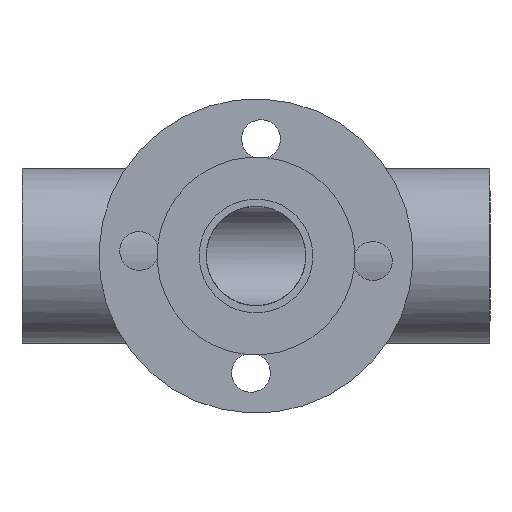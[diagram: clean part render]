
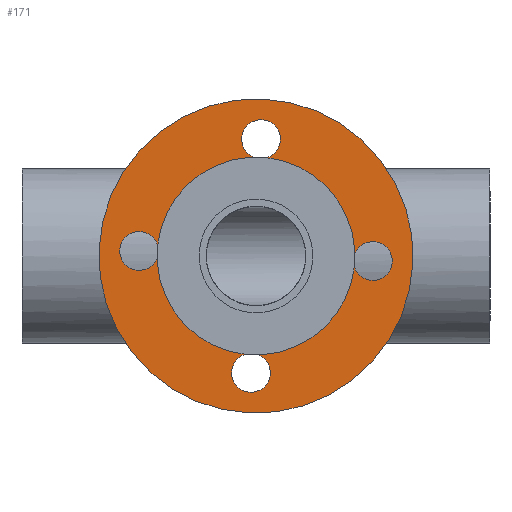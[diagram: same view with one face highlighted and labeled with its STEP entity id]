
A CAD part, front view. The second image highlights one B-rep face of the part: STEP entity #171.
In plain terms, the highlighted planar face has unit normal (0, -1, 0).
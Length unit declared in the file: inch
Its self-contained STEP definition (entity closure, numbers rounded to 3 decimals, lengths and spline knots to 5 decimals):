
#1 = CIRCLE ( 'NONE', #3172, 1.53543 ) ;
#46 = DIRECTION ( 'NONE',  ( 0., 1., 0. ) ) ;
#165 = VERTEX_POINT ( 'NONE', #945 ) ;
#171 = ADVANCED_FACE ( 'NONE', ( #463, #715, #3312, #456, #662, #450 ), #869, .T. ) ;
#198 = VERTEX_POINT ( 'NONE', #473 ) ;
#237 = AXIS2_PLACEMENT_3D ( 'NONE', #964, #959, #930 ) ;
#246 = EDGE_CURVE ( 'NONE', #165, #3370, #3794, .T. ) ;
#264 = CARTESIAN_POINT ( 'NONE',  ( 4.75, 1.25013, 0. ) ) ;
#294 = CIRCLE ( 'NONE', #2570, 0.3937 ) ;
#324 = CIRCLE ( 'NONE', #3864, 0.3937 ) ;
#325 = VERTEX_POINT ( 'NONE', #3045 ) ;
#349 = CARTESIAN_POINT ( 'NONE',  ( 4.45926, 1.25013, 2.38979 ) ) ;
#375 = VERTEX_POINT ( 'NONE', #2713 ) ;
#393 = DIRECTION ( 'NONE',  ( -0.999, 0., 0.043 ) ) ;
#414 = EDGE_CURVE ( 'NONE', #2173, #421, #1, .T. ) ;
#421 = VERTEX_POINT ( 'NONE', #2317 ) ;
#433 = CARTESIAN_POINT ( 'NONE',  ( 4.75, 1.25013, 0. ) ) ;
#450 = FACE_BOUND ( 'NONE', #2369, .T. ) ;
#456 = FACE_BOUND ( 'NONE', #471, .T. ) ;
#463 = FACE_BOUND ( 'NONE', #1366, .T. ) ;
#471 = EDGE_LOOP ( 'NONE', ( #1317, #1426 ) ) ;
#473 = CARTESIAN_POINT ( 'NONE',  ( 5.04074, 1.25013, -2.38979 ) ) ;
#582 = CARTESIAN_POINT ( 'NONE',  ( 6.72945, 1.25013, -0.08559 ) ) ;
#585 = DIRECTION ( 'NONE',  ( 0.999, 0., -0.043 ) ) ;
#592 = EDGE_CURVE ( 'NONE', #2313, #1442, #3682, .T. ) ;
#595 = DIRECTION ( 'NONE',  ( 0., 1., 0. ) ) ;
#599 = CARTESIAN_POINT ( 'NONE',  ( 4.8526, 1.25013, 2.37278 ) ) ;
#662 = FACE_BOUND ( 'NONE', #1432, .T. ) ;
#677 = DIRECTION ( 'NONE',  ( 0., -1., 0. ) ) ;
#715 = FACE_OUTER_BOUND ( 'NONE', #1305, .T. ) ;
#734 = DIRECTION ( 'NONE',  ( 0.999, 0., -0.043 ) ) ;
#831 = EDGE_CURVE ( 'NONE', #375, #325, #3174, .T. ) ;
#869 = PLANE ( 'NONE',  #3252 ) ;
#930 = DIRECTION ( 'NONE',  ( 0.999, 0., -0.043 ) ) ;
#945 = CARTESIAN_POINT ( 'NONE',  ( 1.98388, 1.25013, 0.1196 ) ) ;
#959 = DIRECTION ( 'NONE',  ( 0., 1., 0. ) ) ;
#964 = CARTESIAN_POINT ( 'NONE',  ( 4.8526, 1.25013, 2.37278 ) ) ;
#991 = ORIENTED_EDGE ( 'NONE', *, *, #414, .T. ) ;
#1107 = ORIENTED_EDGE ( 'NONE', *, *, #3033, .T. ) ;
#1123 = EDGE_CURVE ( 'NONE', #3434, #2192, #294, .T. ) ;
#1192 = EDGE_CURVE ( 'NONE', #325, #375, #1726, .T. ) ;
#1195 = ORIENTED_EDGE ( 'NONE', *, *, #831, .T. ) ;
#1196 = CIRCLE ( 'NONE', #1689, 0.3937 ) ;
#1210 = AXIS2_PLACEMENT_3D ( 'NONE', #1779, #1775, #1736 ) ;
#1213 = ORIENTED_EDGE ( 'NONE', *, *, #1192, .T. ) ;
#1260 = ORIENTED_EDGE ( 'NONE', *, *, #3783, .T. ) ;
#1295 = CARTESIAN_POINT ( 'NONE',  ( 4.75, 1.25013, 0. ) ) ;
#1301 = ORIENTED_EDGE ( 'NONE', *, *, #592, .T. ) ;
#1305 = EDGE_LOOP ( 'NONE', ( #1195, #1213 ) ) ;
#1317 = ORIENTED_EDGE ( 'NONE', *, *, #1123, .T. ) ;
#1366 = EDGE_LOOP ( 'NONE', ( #991, #1107 ) ) ;
#1374 = EDGE_CURVE ( 'NONE', #2192, #3434, #1196, .T. ) ;
#1426 = ORIENTED_EDGE ( 'NONE', *, *, #1374, .T. ) ;
#1432 = EDGE_LOOP ( 'NONE', ( #1480, #1522 ) ) ;
#1442 = VERTEX_POINT ( 'NONE', #2619 ) ;
#1480 = ORIENTED_EDGE ( 'NONE', *, *, #1586, .T. ) ;
#1504 = CIRCLE ( 'NONE', #1551, 1.53543 ) ;
#1518 = EDGE_LOOP ( 'NONE', ( #1260, #1301 ) ) ;
#1522 = ORIENTED_EDGE ( 'NONE', *, *, #2705, .T. ) ;
#1542 = AXIS2_PLACEMENT_3D ( 'NONE', #433, #4237, #393 ) ;
#1551 = AXIS2_PLACEMENT_3D ( 'NONE', #3859, #3842, #3838 ) ;
#1586 = EDGE_CURVE ( 'NONE', #198, #3424, #2497, .T. ) ;
#1629 = ORIENTED_EDGE ( 'NONE', *, *, #3521, .T. ) ;
#1683 = ORIENTED_EDGE ( 'NONE', *, *, #246, .T. ) ;
#1689 = AXIS2_PLACEMENT_3D ( 'NONE', #2912, #2909, #2907 ) ;
#1726 = CIRCLE ( 'NONE', #1542, 3.18898 ) ;
#1736 = DIRECTION ( 'NONE',  ( 0.999, 0., -0.043 ) ) ;
#1775 = DIRECTION ( 'NONE',  ( 0., 1., 0. ) ) ;
#1779 = CARTESIAN_POINT ( 'NONE',  ( 2.37722, 1.25013, 0.1026 ) ) ;
#2029 = DIRECTION ( 'NONE',  ( 0.999, 0., -0.043 ) ) ;
#2044 = CARTESIAN_POINT ( 'NONE',  ( 4.6474, 1.25013, -2.37278 ) ) ;
#2173 = VERTEX_POINT ( 'NONE', #3327 ) ;
#2192 = VERTEX_POINT ( 'NONE', #582 ) ;
#2281 = DIRECTION ( 'NONE',  ( -0.999, 0., 0.043 ) ) ;
#2286 = DIRECTION ( 'NONE',  ( 0., 1., 0. ) ) ;
#2296 = AXIS2_PLACEMENT_3D ( 'NONE', #3584, #3610, #3607 ) ;
#2313 = VERTEX_POINT ( 'NONE', #349 ) ;
#2317 = CARTESIAN_POINT ( 'NONE',  ( 6.284, 1.25013, -0.06633 ) ) ;
#2338 = CARTESIAN_POINT ( 'NONE',  ( 4.25407, 1.25013, -2.35578 ) ) ;
#2369 = EDGE_LOOP ( 'NONE', ( #1629, #1683 ) ) ;
#2370 = CARTESIAN_POINT ( 'NONE',  ( 7.51612, 1.25013, -0.1196 ) ) ;
#2497 = CIRCLE ( 'NONE', #3980, 0.3937 ) ;
#2570 = AXIS2_PLACEMENT_3D ( 'NONE', #3738, #3515, #3506 ) ;
#2619 = CARTESIAN_POINT ( 'NONE',  ( 5.24593, 1.25013, 2.35578 ) ) ;
#2705 = EDGE_CURVE ( 'NONE', #3424, #198, #3264, .T. ) ;
#2713 = CARTESIAN_POINT ( 'NONE',  ( 1.564, 1.25013, 0.13776 ) ) ;
#2741 = CARTESIAN_POINT ( 'NONE',  ( 2.77055, 1.25013, 0.08559 ) ) ;
#2781 = DIRECTION ( 'NONE',  ( 0.999, 0., -0.043 ) ) ;
#2788 = DIRECTION ( 'NONE',  ( 0., 1., 0. ) ) ;
#2794 = CARTESIAN_POINT ( 'NONE',  ( 4.6474, 1.25013, -2.37278 ) ) ;
#2873 = CIRCLE ( 'NONE', #1210, 0.3937 ) ;
#2907 = DIRECTION ( 'NONE',  ( 0.999, 0., -0.043 ) ) ;
#2909 = DIRECTION ( 'NONE',  ( 0., 1., 0. ) ) ;
#2912 = CARTESIAN_POINT ( 'NONE',  ( 7.12278, 1.25013, -0.1026 ) ) ;
#3033 = EDGE_CURVE ( 'NONE', #421, #2173, #1504, .T. ) ;
#3045 = CARTESIAN_POINT ( 'NONE',  ( 7.936, 1.25013, -0.13776 ) ) ;
#3172 = AXIS2_PLACEMENT_3D ( 'NONE', #264, #2286, #2281 ) ;
#3174 = CIRCLE ( 'NONE', #2296, 3.18898 ) ;
#3252 = AXIS2_PLACEMENT_3D ( 'NONE', #1295, #677, #734 ) ;
#3264 = CIRCLE ( 'NONE', #3444, 0.3937 ) ;
#3312 = FACE_BOUND ( 'NONE', #1518, .T. ) ;
#3327 = CARTESIAN_POINT ( 'NONE',  ( 3.216, 1.25013, 0.06633 ) ) ;
#3370 = VERTEX_POINT ( 'NONE', #2741 ) ;
#3424 = VERTEX_POINT ( 'NONE', #2338 ) ;
#3434 = VERTEX_POINT ( 'NONE', #2370 ) ;
#3444 = AXIS2_PLACEMENT_3D ( 'NONE', #2044, #46, #2029 ) ;
#3506 = DIRECTION ( 'NONE',  ( 0.999, 0., -0.043 ) ) ;
#3515 = DIRECTION ( 'NONE',  ( 0., 1., 0. ) ) ;
#3521 = EDGE_CURVE ( 'NONE', #3370, #165, #2873, .T. ) ;
#3584 = CARTESIAN_POINT ( 'NONE',  ( 4.75, 1.25013, 0. ) ) ;
#3607 = DIRECTION ( 'NONE',  ( -0.999, 0., 0.043 ) ) ;
#3610 = DIRECTION ( 'NONE',  ( 0., -1., 0. ) ) ;
#3682 = CIRCLE ( 'NONE', #237, 0.3937 ) ;
#3738 = CARTESIAN_POINT ( 'NONE',  ( 7.12278, 1.25013, -0.1026 ) ) ;
#3783 = EDGE_CURVE ( 'NONE', #1442, #2313, #324, .T. ) ;
#3794 = CIRCLE ( 'NONE', #3832, 0.3937 ) ;
#3832 = AXIS2_PLACEMENT_3D ( 'NONE', #4036, #3998, #3993 ) ;
#3838 = DIRECTION ( 'NONE',  ( -0.999, 0., 0.043 ) ) ;
#3842 = DIRECTION ( 'NONE',  ( 0., 1., 0. ) ) ;
#3859 = CARTESIAN_POINT ( 'NONE',  ( 4.75, 1.25013, 0. ) ) ;
#3864 = AXIS2_PLACEMENT_3D ( 'NONE', #599, #595, #585 ) ;
#3980 = AXIS2_PLACEMENT_3D ( 'NONE', #2794, #2788, #2781 ) ;
#3993 = DIRECTION ( 'NONE',  ( 0.999, 0., -0.043 ) ) ;
#3998 = DIRECTION ( 'NONE',  ( 0., 1., 0. ) ) ;
#4036 = CARTESIAN_POINT ( 'NONE',  ( 2.37722, 1.25013, 0.1026 ) ) ;
#4237 = DIRECTION ( 'NONE',  ( 0., -1., 0. ) ) ;
